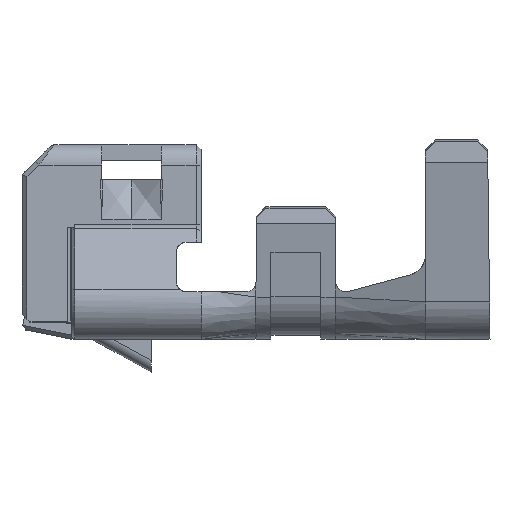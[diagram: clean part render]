
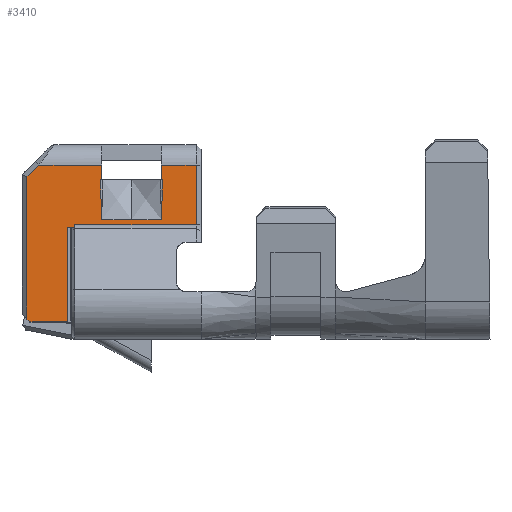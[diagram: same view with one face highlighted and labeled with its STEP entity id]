
A CAD part, top view. The second image highlights one B-rep face of the part: STEP entity #3410.
In plain terms, the highlighted planar face has unit normal (0, 0, 1).
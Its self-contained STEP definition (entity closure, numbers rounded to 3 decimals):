
#3190=CARTESIAN_POINT('',(-3.729,1.028,0.38));
#3191=VERTEX_POINT('',#3190);
#3192=CARTESIAN_POINT('',(-3.732,1.003,0.38));
#3193=VERTEX_POINT('',#3192);
#3194=CARTESIAN_POINT('',(-3.729,1.028,0.38));
#3195=CARTESIAN_POINT('',(-3.729,1.024,0.38));
#3196=CARTESIAN_POINT('',(-3.729,1.015,0.38));
#3197=CARTESIAN_POINT('',(-3.731,1.007,0.38));
#3198=CARTESIAN_POINT('',(-3.732,1.003,0.38));
#3199=B_SPLINE_CURVE_WITH_KNOTS('',3,(#3194,#3195,#3196,#3197,#3198),.UNSPECIFIED.,.F.,.U.,(4,1,4),(0.,0.5,1.),.UNSPECIFIED.);
#3200=EDGE_CURVE('',#3191,#3193,#3199,.T.);
#3235=CARTESIAN_POINT('',(-2.638,1.028,0.38));
#3236=VERTEX_POINT('',#3235);
#3244=CARTESIAN_POINT('',(-2.638,1.028,0.38));
#3245=DIRECTION('',(-1.,0.,0.));
#3246=VECTOR('',#3245,1.091);
#3247=LINE('',#3244,#3246);
#3248=EDGE_CURVE('',#3236,#3191,#3247,.T.);
#3254=CARTESIAN_POINT('',(-3.755,1.563,0.38));
#3255=DIRECTION('',(0.,-1.,0.));
#3256=DIRECTION('',(-0.,0.,1.));
#3257=AXIS2_PLACEMENT_3D('',#3254,#3256,#3255);
#3258=PLANE('',#3257);
#3259=CARTESIAN_POINT('',(-3.498,1.431,0.38));
#3260=VERTEX_POINT('',#3259);
#3261=CARTESIAN_POINT('',(-3.487,1.431,0.379));
#3262=VERTEX_POINT('',#3261);
#3263=CARTESIAN_POINT('',(-3.498,1.431,0.38));
#3264=DIRECTION('',(1.,0.,0.));
#3265=VECTOR('',#3264,0.011);
#3266=LINE('',#3263,#3265);
#3267=EDGE_CURVE('',#3260,#3262,#3266,.T.);
#3268=ORIENTED_EDGE('',*,*,#3267,.T.);
#3269=CARTESIAN_POINT('',(-3.487,1.563,0.38));
#3270=VERTEX_POINT('',#3269);
#3271=CARTESIAN_POINT('',(-3.487,1.431,0.38));
#3272=DIRECTION('',(0.,1.,0.));
#3273=VECTOR('',#3272,0.132);
#3274=LINE('',#3271,#3273);
#3275=EDGE_CURVE('',#3262,#3270,#3274,.T.);
#3276=ORIENTED_EDGE('',*,*,#3275,.T.);
#3277=CARTESIAN_POINT('',(-4.052,1.563,0.38));
#3278=VERTEX_POINT('',#3277);
#3279=CARTESIAN_POINT('',(-3.487,1.563,0.38));
#3280=DIRECTION('',(-1.,0.,0.));
#3281=VECTOR('',#3280,0.564);
#3282=LINE('',#3279,#3281);
#3283=EDGE_CURVE('',#3270,#3278,#3282,.T.);
#3284=ORIENTED_EDGE('',*,*,#3283,.T.);
#3285=CARTESIAN_POINT('',(-4.158,1.457,0.38));
#3286=VERTEX_POINT('',#3285);
#3287=CARTESIAN_POINT('',(-4.052,1.563,0.38));
#3288=DIRECTION('',(-0.707,-0.707,0.));
#3289=VECTOR('',#3288,0.15);
#3290=LINE('',#3287,#3289);
#3291=EDGE_CURVE('',#3278,#3286,#3290,.T.);
#3292=ORIENTED_EDGE('',*,*,#3291,.T.);
#3293=CARTESIAN_POINT('',(-4.158,0.181,0.38));
#3294=VERTEX_POINT('',#3293);
#3295=CARTESIAN_POINT('',(-4.158,1.457,0.38));
#3296=DIRECTION('',(0.,-1.,0.));
#3297=VECTOR('',#3296,1.276);
#3298=LINE('',#3295,#3297);
#3299=EDGE_CURVE('',#3286,#3294,#3298,.T.);
#3300=ORIENTED_EDGE('',*,*,#3299,.T.);
#3301=CARTESIAN_POINT('',(-4.131,0.154,0.38));
#3302=VERTEX_POINT('',#3301);
#3303=CARTESIAN_POINT('',(-4.158,0.181,0.38));
#3304=DIRECTION('',(0.707,-0.707,0.));
#3305=VECTOR('',#3304,0.038);
#3306=LINE('',#3303,#3305);
#3307=EDGE_CURVE('',#3294,#3302,#3306,.T.);
#3308=ORIENTED_EDGE('',*,*,#3307,.T.);
#3309=CARTESIAN_POINT('',(-3.791,0.154,0.38));
#3310=VERTEX_POINT('',#3309);
#3311=CARTESIAN_POINT('',(-4.131,0.154,0.38));
#3312=DIRECTION('',(1.,0.,0.));
#3313=VECTOR('',#3312,0.34);
#3314=LINE('',#3311,#3313);
#3315=EDGE_CURVE('',#3302,#3310,#3314,.T.);
#3316=ORIENTED_EDGE('',*,*,#3315,.T.);
#3317=CARTESIAN_POINT('',(-3.791,1.003,0.38));
#3318=VERTEX_POINT('',#3317);
#3319=CARTESIAN_POINT('',(-3.791,0.154,0.38));
#3320=DIRECTION('',(0.,1.,0.));
#3321=VECTOR('',#3320,0.849);
#3322=LINE('',#3319,#3321);
#3323=EDGE_CURVE('',#3310,#3318,#3322,.T.);
#3324=ORIENTED_EDGE('',*,*,#3323,.T.);
#3325=CARTESIAN_POINT('',(-3.791,1.003,0.38));
#3326=DIRECTION('',(1.,0.,0.));
#3327=VECTOR('',#3326,0.059);
#3328=LINE('',#3325,#3327);
#3329=EDGE_CURVE('',#3318,#3193,#3328,.T.);
#3330=ORIENTED_EDGE('',*,*,#3329,.T.);
#3331=ORIENTED_EDGE('',*,*,#3200,.F.);
#3332=ORIENTED_EDGE('',*,*,#3248,.F.);
#3333=CARTESIAN_POINT('',(-2.638,1.563,0.38));
#3334=VERTEX_POINT('',#3333);
#3335=CARTESIAN_POINT('',(-2.638,1.028,0.38));
#3336=DIRECTION('',(0.,1.,0.));
#3337=VECTOR('',#3336,0.535);
#3338=LINE('',#3335,#3337);
#3339=EDGE_CURVE('',#3236,#3334,#3338,.T.);
#3340=ORIENTED_EDGE('',*,*,#3339,.T.);
#3341=CARTESIAN_POINT('',(-2.951,1.563,0.38));
#3342=VERTEX_POINT('',#3341);
#3343=CARTESIAN_POINT('',(-2.638,1.563,0.38));
#3344=DIRECTION('',(-1.,0.,0.));
#3345=VECTOR('',#3344,0.313);
#3346=LINE('',#3343,#3345);
#3347=EDGE_CURVE('',#3334,#3342,#3346,.T.);
#3348=ORIENTED_EDGE('',*,*,#3347,.T.);
#3349=CARTESIAN_POINT('',(-2.951,1.431,0.379));
#3350=VERTEX_POINT('',#3349);
#3351=CARTESIAN_POINT('',(-2.951,1.563,0.38));
#3352=DIRECTION('',(0.,-1.,0.));
#3353=VECTOR('',#3352,0.132);
#3354=LINE('',#3351,#3353);
#3355=EDGE_CURVE('',#3342,#3350,#3354,.T.);
#3356=ORIENTED_EDGE('',*,*,#3355,.T.);
#3357=CARTESIAN_POINT('',(-2.939,1.431,0.38));
#3358=VERTEX_POINT('',#3357);
#3359=CARTESIAN_POINT('',(-2.951,1.431,0.38));
#3360=DIRECTION('',(1.,0.,0.));
#3361=VECTOR('',#3360,0.011);
#3362=LINE('',#3359,#3361);
#3363=EDGE_CURVE('',#3350,#3358,#3362,.T.);
#3364=ORIENTED_EDGE('',*,*,#3363,.T.);
#3365=CARTESIAN_POINT('',(-2.951,1.073,0.38));
#3366=VERTEX_POINT('',#3365);
#3367=CARTESIAN_POINT('',(-2.939,1.431,0.38));
#3368=CARTESIAN_POINT('',(-2.94,1.39,0.38));
#3369=CARTESIAN_POINT('',(-2.943,1.31,0.38));
#3370=CARTESIAN_POINT('',(-2.947,1.189,0.38));
#3371=CARTESIAN_POINT('',(-2.949,1.112,0.38));
#3372=CARTESIAN_POINT('',(-2.951,1.073,0.38));
#3373=B_SPLINE_CURVE_WITH_KNOTS('',3,(#3367,#3368,#3369,#3370,#3371,#3372),.UNSPECIFIED.,.F.,.U.,(4,1,1,4),(0.,0.333,0.667,1.),.UNSPECIFIED.);
#3374=EDGE_CURVE('',#3358,#3366,#3373,.T.);
#3375=ORIENTED_EDGE('',*,*,#3374,.T.);
#3376=CARTESIAN_POINT('',(-3.219,1.073,0.38));
#3377=VERTEX_POINT('',#3376);
#3378=CARTESIAN_POINT('',(-2.951,1.073,0.38));
#3379=DIRECTION('',(-1.,0.,0.));
#3380=VECTOR('',#3379,0.268);
#3381=LINE('',#3378,#3380);
#3382=EDGE_CURVE('',#3366,#3377,#3381,.T.);
#3383=ORIENTED_EDGE('',*,*,#3382,.T.);
#3384=CARTESIAN_POINT('',(-3.487,1.073,0.38));
#3385=VERTEX_POINT('',#3384);
#3386=CARTESIAN_POINT('',(-3.219,1.073,0.38));
#3387=DIRECTION('',(-1.,0.,0.));
#3388=VECTOR('',#3387,0.268);
#3389=LINE('',#3386,#3388);
#3390=EDGE_CURVE('',#3377,#3385,#3389,.T.);
#3391=ORIENTED_EDGE('',*,*,#3390,.T.);
#3392=CARTESIAN_POINT('',(-3.487,1.073,0.38));
#3393=CARTESIAN_POINT('',(-3.487,1.077,0.38));
#3394=CARTESIAN_POINT('',(-3.488,1.088,0.38));
#3395=CARTESIAN_POINT('',(-3.489,1.112,0.38));
#3396=CARTESIAN_POINT('',(-3.49,1.141,0.38));
#3397=CARTESIAN_POINT('',(-3.491,1.175,0.38));
#3398=CARTESIAN_POINT('',(-3.492,1.213,0.38));
#3399=CARTESIAN_POINT('',(-3.493,1.254,0.38));
#3400=CARTESIAN_POINT('',(-3.495,1.298,0.38));
#3401=CARTESIAN_POINT('',(-3.496,1.342,0.38));
#3402=CARTESIAN_POINT('',(-3.497,1.387,0.38));
#3403=CARTESIAN_POINT('',(-3.498,1.416,0.38));
#3404=CARTESIAN_POINT('',(-3.498,1.431,0.38));
#3405=B_SPLINE_CURVE_WITH_KNOTS('',3,(#3392,#3393,#3394,#3395,#3396,#3397,#3398,#3399,#3400,#3401,#3402,#3403,#3404),.UNSPECIFIED.,.F.,.U.,(4,1,1,1,1,1,1,1,1,1,4),(0.,0.1,0.2,0.3,0.4,0.5,0.6,0.7,0.8,0.9,1.),.UNSPECIFIED.);
#3406=EDGE_CURVE('',#3385,#3260,#3405,.T.);
#3407=ORIENTED_EDGE('',*,*,#3406,.T.);
#3408=EDGE_LOOP('',(#3268,#3276,#3284,#3292,#3300,#3308,#3316,#3324,#3330,#3331,#3332,#3340,#3348,#3356,#3364,#3375,#3383,#3391,#3407));
#3409=FACE_OUTER_BOUND('',#3408,.T.);
#3410=ADVANCED_FACE('',(#3409),#3258,.T.);
